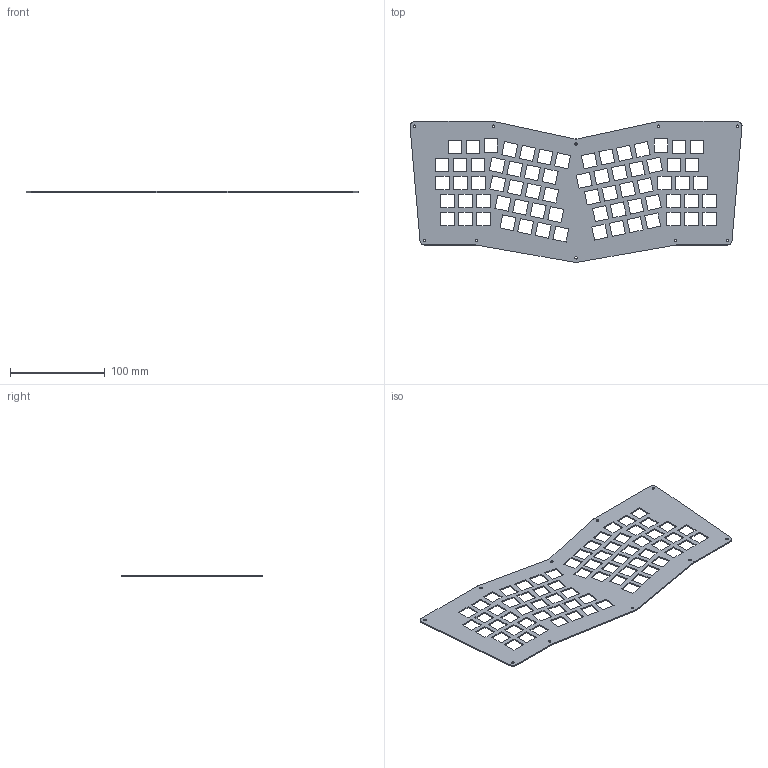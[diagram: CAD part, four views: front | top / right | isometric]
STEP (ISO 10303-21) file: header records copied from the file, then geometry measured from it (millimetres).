
FILE_DESCRIPTION(/* description */ (''),/* implementation_level */ '2;1');
FILE_NAME(/* name */ 'Top Plate.step',/* time_stamp */ '2025-11-25T20:23:14-05:00',/* author */ (''),/* organization */ (''),/* preprocessor_version */ 'ST-DEVELOPER v20.1',/* originating_system */ 'Autodesk Translation Framework v14.21.0.0',/* authorisation */ '');
FILE_SCHEMA (('AUTOMOTIVE_DESIGN { 1 0 10303 214 3 1 1 }'));
Length unit declared in the file: centimetre
Products named in the file (1): Configuration 1
Bounding box: 351.04 x 149.09 x 1.28 mm (x, y, z)
Volume: 39270.9 mm3; surface area: 67652.9 mm2
Topology: 1 solids, 1 shells, 312 faces, 930 edges, 620 vertices
Faces by surface type: plane 292, cylinder 20
Full cylindrical faces by diameter (mm): 2.6 x10
Entity records: 10664 total; most frequent: CARTESIAN_POINT 1863, ORIENTED_EDGE 1860, DIRECTION 1596, EDGE_CURVE 930, LINE 890, VECTOR 890, VERTEX_POINT 620, EDGE_LOOP 472
